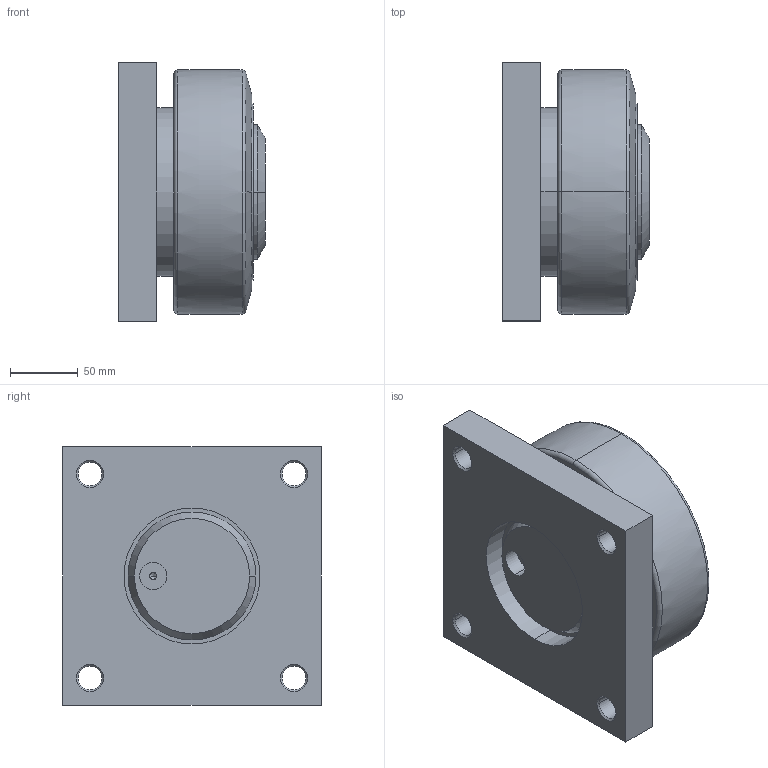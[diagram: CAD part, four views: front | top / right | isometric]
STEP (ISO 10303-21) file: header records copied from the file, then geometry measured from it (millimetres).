
FILE_DESCRIPTION(('STEP AP214'),'1');
FILE_NAME('201_049_003_without_distance_washer.stp','2021-05-26T03:54:38',('TraceParts'),('TraceParts S.A.'),'Spatial InterOp 3D',' ',' ');
FILE_SCHEMA(('AUTOMOTIVE_DESIGN { 1 0 10303 214 1 1 1 1 }'));
Length unit declared in the file: millimetre
Products named in the file (1): 201_049_003_without_distance_washer
Bounding box: 107.8 x 190 x 190 mm (x, y, z)
Volume: 2547593.6 mm3; surface area: 167854.4 mm2
Topology: 1 solids, 1 shells, 68 faces, 151 edges, 92 vertices
Faces by surface type: cone 26, cylinder 22, plane 14, torus 6
Entity records: 1917 total; most frequent: DIRECTION 376, CARTESIAN_POINT 310, ORIENTED_EDGE 298, AXIS2_PLACEMENT_3D 158, EDGE_CURVE 149, VERTEX_POINT 92, CIRCLE 89, EDGE_LOOP 85
